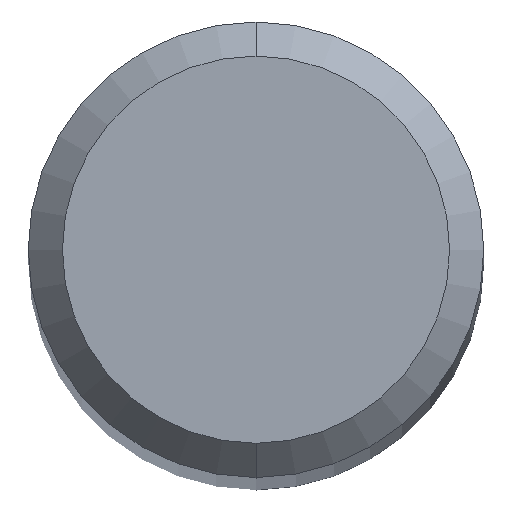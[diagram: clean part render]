
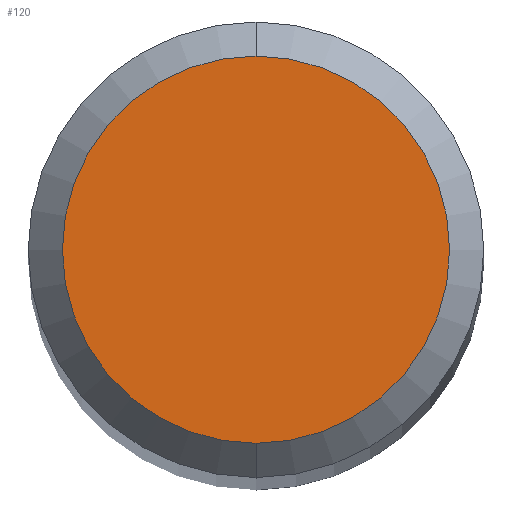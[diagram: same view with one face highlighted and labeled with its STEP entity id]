
A CAD part, top view. The second image highlights one B-rep face of the part: STEP entity #120.
In plain terms, the highlighted planar face has unit normal (0, 0, 1).
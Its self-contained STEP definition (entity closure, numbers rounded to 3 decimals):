
#120=ADVANCED_FACE('',(#259),#260,.T.);
#154=EDGE_CURVE('',#194,#172,#297,.T.);
#172=VERTEX_POINT('',#318);
#194=VERTEX_POINT('',#346);
#204=EDGE_CURVE('',#172,#194,#357,.T.);
#259=FACE_OUTER_BOUND('',#413,.T.);
#260=PLANE('',#414);
#297=CIRCLE('',#465,1.7);
#318=CARTESIAN_POINT('',(0.0,1.7,0.0));
#346=CARTESIAN_POINT('',(0.,-1.7,0.0));
#357=CIRCLE('',#534,1.7);
#413=EDGE_LOOP('',(#580,#581));
#414=AXIS2_PLACEMENT_3D('',#582,#583,#584);
#465=AXIS2_PLACEMENT_3D('',#627,#628,#629);
#534=AXIS2_PLACEMENT_3D('',#705,#706,#707);
#580=ORIENTED_EDGE('',*,*,#204,.F.);
#581=ORIENTED_EDGE('',*,*,#154,.F.);
#582=CARTESIAN_POINT('',(0.0,0.85,0.0));
#583=DIRECTION('',(-0.0,0.0,1.0));
#584=DIRECTION('',(0.0,-1.0,0.0));
#627=CARTESIAN_POINT('',(0.0,0.0,0.0));
#628=DIRECTION('',(0.0,0.0,-1.0));
#629=DIRECTION('',(0.0,1.0,0.0));
#705=CARTESIAN_POINT('',(0.0,0.0,0.0));
#706=DIRECTION('',(0.0,0.0,-1.0));
#707=DIRECTION('',(0.0,1.0,0.0));
